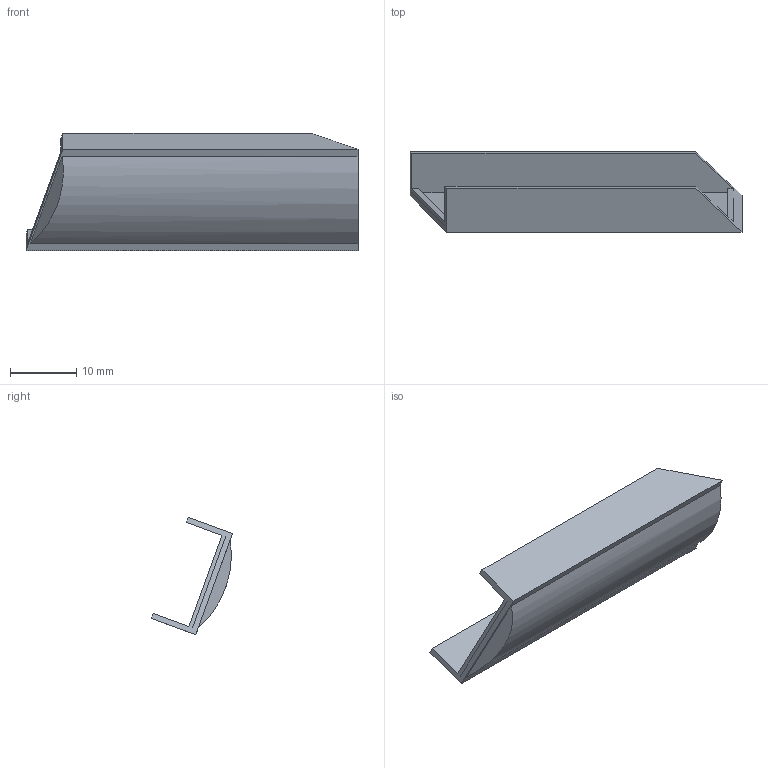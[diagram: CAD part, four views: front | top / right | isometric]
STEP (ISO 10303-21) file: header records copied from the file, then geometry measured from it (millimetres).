
FILE_DESCRIPTION(/* description */ (''),/* implementation_level */ '2;1');
FILE_NAME(/* name */ 'LED ProfilBlende-EckeLang1.step',/* time_stamp */ '2024-03-15T11:24:14+01:00',/* author */ (''),/* organization */ (''),/* preprocessor_version */ 'ST-DEVELOPER v20',/* originating_system */ 'Autodesk Translation Framework v12.20.1.177',/* authorisation */ '');
FILE_SCHEMA (('AUTOMOTIVE_DESIGN { 1 0 10303 214 3 1 1 }'));
Length unit declared in the file: millimetre
Products named in the file (1): LED ProfilBlende-EckeLang1
Bounding box: 50 x 12.21 x 17.65 mm (x, y, z)
Volume: 1913.8 mm3; surface area: 2929.1 mm2
Topology: 1 solids, 1 shells, 48 faces, 136 edges, 90 vertices
Faces by surface type: plane 47, cylinder 1
Entity records: 1559 total; most frequent: CARTESIAN_POINT 275, ORIENTED_EDGE 272, DIRECTION 236, EDGE_CURVE 136, LINE 134, VECTOR 134, VERTEX_POINT 90, AXIS2_PLACEMENT_3D 51
